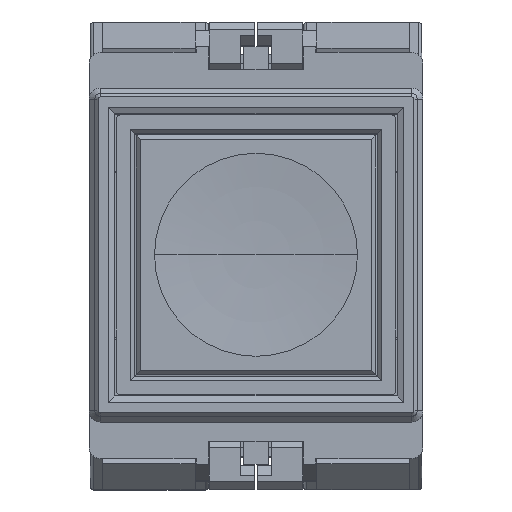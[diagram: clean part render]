
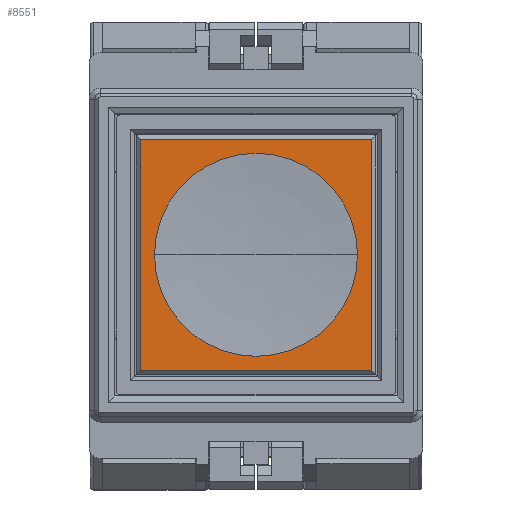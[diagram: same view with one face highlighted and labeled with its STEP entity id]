
A CAD part, top view. The second image highlights one B-rep face of the part: STEP entity #8551.
In plain terms, the highlighted planar face has unit normal (0, 0, 1).
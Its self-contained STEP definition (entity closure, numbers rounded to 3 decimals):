
#18 = EDGE_LOOP ( 'NONE', ( #3467, #7847 ) ) ;
#405 = CARTESIAN_POINT ( 'NONE',  ( 0., 0., 0. ) ) ;
#406 = CIRCLE ( 'NONE', #8313, 9. ) ;
#436 = ORIENTED_EDGE ( 'NONE', *, *, #8706, .F. ) ;
#571 = LINE ( 'NONE', #4876, #2676 ) ;
#1050 = CARTESIAN_POINT ( 'NONE',  ( 10.25, -10.25, 0. ) ) ;
#1510 = LINE ( 'NONE', #5819, #13733 ) ;
#1701 = ORIENTED_EDGE ( 'NONE', *, *, #7229, .F. ) ;
#1829 = DIRECTION ( 'NONE',  ( 0., 0., -1. ) ) ;
#2104 = FACE_BOUND ( 'NONE', #18, .T. ) ;
#2493 = VERTEX_POINT ( 'NONE', #2589 ) ;
#2589 = CARTESIAN_POINT ( 'NONE',  ( 9., 0., 0. ) ) ;
#2595 = LINE ( 'NONE', #6907, #5533 ) ;
#2676 = VECTOR ( 'NONE', #9203, 1000. ) ;
#2687 = ORIENTED_EDGE ( 'NONE', *, *, #10429, .F. ) ;
#3409 = EDGE_CURVE ( 'NONE', #9131, #2493, #3894, .T. ) ;
#3467 = ORIENTED_EDGE ( 'NONE', *, *, #3409, .T. ) ;
#3542 = DIRECTION ( 'NONE',  ( 0., -1., 0. ) ) ;
#3894 = CIRCLE ( 'NONE', #5683, 9. ) ;
#3969 = ORIENTED_EDGE ( 'NONE', *, *, #12360, .F. ) ;
#4709 = DIRECTION ( 'NONE',  ( 0., 0., -1. ) ) ;
#4876 = CARTESIAN_POINT ( 'NONE',  ( 0., 10.25, 0. ) ) ;
#5359 = DIRECTION ( 'NONE',  ( 0., 0., -1. ) ) ;
#5533 = VECTOR ( 'NONE', #11238, 1000. ) ;
#5683 = AXIS2_PLACEMENT_3D ( 'NONE', #405, #4709, #9035 ) ;
#5760 = CARTESIAN_POINT ( 'NONE',  ( -9., 0., 0. ) ) ;
#5819 = CARTESIAN_POINT ( 'NONE',  ( 0., -10.25, 0. ) ) ;
#6140 = DIRECTION ( 'NONE',  ( -1., 0., 0. ) ) ;
#6419 = FACE_OUTER_BOUND ( 'NONE', #9300, .T. ) ;
#6907 = CARTESIAN_POINT ( 'NONE',  ( -10.25, 0., 0. ) ) ;
#7229 = EDGE_CURVE ( 'NONE', #8959, #7295, #8930, .T. ) ;
#7295 = VERTEX_POINT ( 'NONE', #13393 ) ;
#7847 = ORIENTED_EDGE ( 'NONE', *, *, #11347, .T. ) ;
#8313 = AXIS2_PLACEMENT_3D ( 'NONE', #11530, #1829, #6140 ) ;
#8551 = ADVANCED_FACE ( 'NONE', ( #2104, #6419 ), #10753, .F. ) ;
#8594 = CARTESIAN_POINT ( 'NONE',  ( -10.25, -10.25, 0. ) ) ;
#8600 = CARTESIAN_POINT ( 'NONE',  ( 10.25, 10.25, 0. ) ) ;
#8706 = EDGE_CURVE ( 'NONE', #10281, #12362, #2595, .T. ) ;
#8930 = LINE ( 'NONE', #13254, #11621 ) ;
#8959 = VERTEX_POINT ( 'NONE', #8600 ) ;
#9035 = DIRECTION ( 'NONE',  ( -1., 0., 0. ) ) ;
#9131 = VERTEX_POINT ( 'NONE', #5760 ) ;
#9203 = DIRECTION ( 'NONE',  ( 1., 0., 0. ) ) ;
#9300 = EDGE_LOOP ( 'NONE', ( #436, #2687, #1701, #3969 ) ) ;
#9690 = DIRECTION ( 'NONE',  ( -1., 0., 0. ) ) ;
#10156 = DIRECTION ( 'NONE',  ( -1., 0., 0. ) ) ;
#10281 = VERTEX_POINT ( 'NONE', #8594 ) ;
#10429 = EDGE_CURVE ( 'NONE', #7295, #10281, #1510, .T. ) ;
#10753 = PLANE ( 'NONE',  #11188 ) ;
#11188 = AXIS2_PLACEMENT_3D ( 'NONE', #1050, #5359, #9690 ) ;
#11238 = DIRECTION ( 'NONE',  ( 0., 1., 0. ) ) ;
#11347 = EDGE_CURVE ( 'NONE', #2493, #9131, #406, .T. ) ;
#11530 = CARTESIAN_POINT ( 'NONE',  ( 0., 0., 0. ) ) ;
#11621 = VECTOR ( 'NONE', #3542, 1000. ) ;
#12360 = EDGE_CURVE ( 'NONE', #12362, #8959, #571, .T. ) ;
#12362 = VERTEX_POINT ( 'NONE', #13528 ) ;
#13254 = CARTESIAN_POINT ( 'NONE',  ( 10.25, 0., 0. ) ) ;
#13393 = CARTESIAN_POINT ( 'NONE',  ( 10.25, -10.25, 0. ) ) ;
#13528 = CARTESIAN_POINT ( 'NONE',  ( -10.25, 10.25, 0. ) ) ;
#13733 = VECTOR ( 'NONE', #10156, 1000. ) ;
